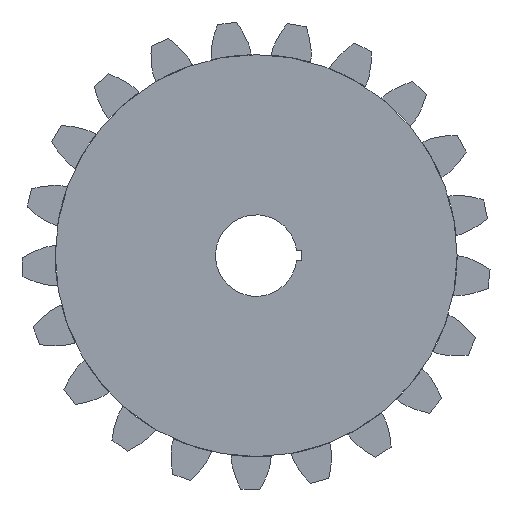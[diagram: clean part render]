
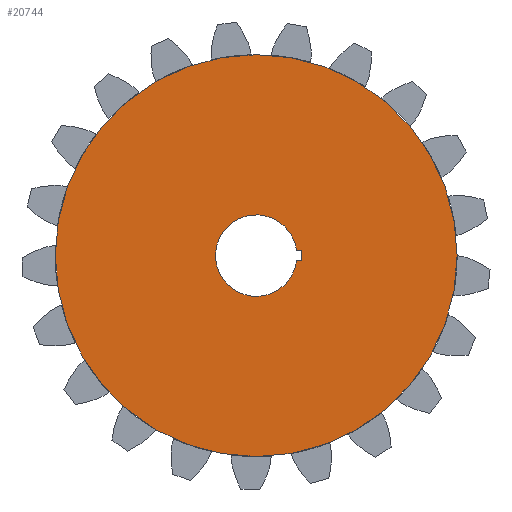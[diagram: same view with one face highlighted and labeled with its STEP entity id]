
A CAD part, front view. The second image highlights one B-rep face of the part: STEP entity #20744.
In plain terms, the highlighted planar face has unit normal (0, -1, 0).
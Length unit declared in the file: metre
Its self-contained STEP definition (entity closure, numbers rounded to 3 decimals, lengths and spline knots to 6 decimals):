
#36 = CARTESIAN_POINT('NONE', (0.004933, 0, -0));
#37 = VERTEX_POINT('NONE', #36);
#40 = CARTESIAN_POINT('NONE', (0.000992, 0, -0.000125));
#41 = VERTEX_POINT('NONE', #40);
#42 = CARTESIAN_POINT('NONE', (0.000992, 0, 0.000125));
#43 = VERTEX_POINT('NONE', #42);
#48 = CARTESIAN_POINT('NONE', (0.001117, 0, 0.000125));
#49 = VERTEX_POINT('NONE', #48);
#52 = CARTESIAN_POINT('NONE', (0.001117, 0, -0.000125));
#53 = VERTEX_POINT('NONE', #52);
#1182 = DIRECTION('NONE', (1, 0, 0.));
#1183 = DIRECTION('NONE', (-0, 1, 0));
#1184 = CARTESIAN_POINT('NONE', (0., 0, 0.));
#1185 = AXIS2_PLACEMENT_3D('NONE', #1184, #1183, #1182);
#1186 = CIRCLE('NONE', #1185, 0.004933);
#1196 = DIRECTION('NONE', (0.992, 0, -0.125));
#1197 = DIRECTION('NONE', (0, 1., 0));
#1198 = CARTESIAN_POINT('NONE', (0., 0, 0.));
#1199 = AXIS2_PLACEMENT_3D('NONE', #1198, #1197, #1196);
#1200 = CIRCLE('NONE', #1199, 0.001);
#1214 = DIRECTION('NONE', (1, 0, 0));
#1215 = VECTOR('NONE', #1214, 1);
#1216 = CARTESIAN_POINT('NONE', (0.000992, 0, 0.000125));
#1217 = LINE('NONE', #1216, #1215);
#1226 = DIRECTION('NONE', (0, 0, -1));
#1227 = VECTOR('NONE', #1226, 1);
#1228 = CARTESIAN_POINT('NONE', (0.001117, 0, 0.000125));
#1229 = LINE('NONE', #1228, #1227);
#1238 = DIRECTION('NONE', (-1, 0, 0));
#1239 = VECTOR('NONE', #1238, 1);
#1240 = CARTESIAN_POINT('NONE', (0.001117, 0, -0.000125));
#1241 = LINE('NONE', #1240, #1239);
#10990 = EDGE_CURVE('NONE', #37, #37, #1186, .T.);
#10993 = EDGE_CURVE('NONE', #41, #43, #1200, .T.);
#10997 = EDGE_CURVE('NONE', #43, #49, #1217, .T.);
#11000 = EDGE_CURVE('NONE', #49, #53, #1229, .T.);
#11003 = EDGE_CURVE('NONE', #53, #41, #1241, .T.);
#11925 = CARTESIAN_POINT('NONE', (0, 0, -0));
#11926 = DIRECTION('NONE', (0, 1, 0));
#11927 = AXIS2_PLACEMENT_3D('NONE', #11925, #11926, $);
#11928 = PLANE('NONE', #11927);
#20735 = ORIENTED_EDGE('NONE', *, *, #10990, .F.);
#20736 = ORIENTED_EDGE('NONE', *, *, #10993, .T.);
#20737 = ORIENTED_EDGE('NONE', *, *, #10997, .T.);
#20738 = ORIENTED_EDGE('NONE', *, *, #11000, .T.);
#20739 = ORIENTED_EDGE('NONE', *, *, #11003, .T.);
#20740 = EDGE_LOOP('NONE', (#20735));
#20741 = FACE_BOUND('NONE', #20740, .T.);
#20742 = EDGE_LOOP('NONE', (#20736, #20737, #20738, #20739));
#20743 = FACE_BOUND('NONE', #20742, .T.);
#20744 = ADVANCED_FACE('NONE', (#20741, #20743), #11928, .F.);
